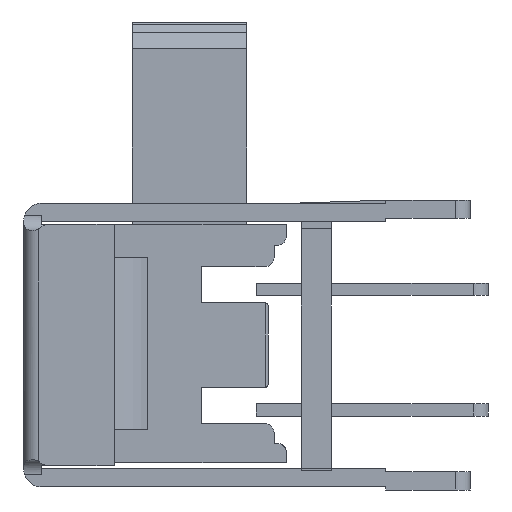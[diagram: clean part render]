
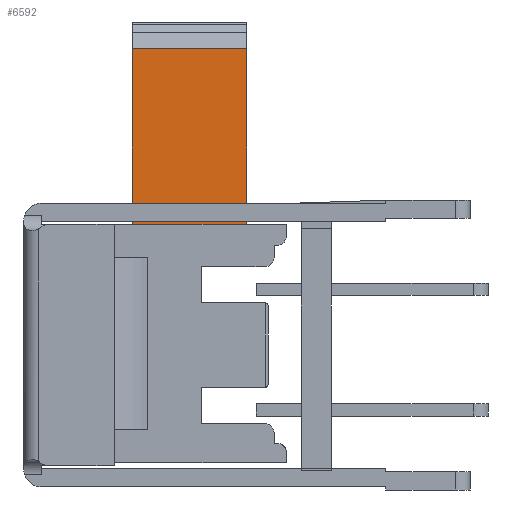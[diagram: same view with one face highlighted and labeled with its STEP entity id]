
A CAD part, left-side view. The second image highlights one B-rep face of the part: STEP entity #6592.
In plain terms, the highlighted planar face has unit normal (-1, 0, 0).
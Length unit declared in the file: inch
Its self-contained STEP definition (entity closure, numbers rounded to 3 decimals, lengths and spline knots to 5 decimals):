
#512 = CARTESIAN_POINT ( 'NONE',  ( -0.30694, 0.25784, 18.77947 ) ) ;
#1991 = PLANE ( 'NONE',  #9058 ) ;
#2065 = CARTESIAN_POINT ( 'NONE',  ( -0.30694, 0.40745, 1.37671 ) ) ;
#2330 = ORIENTED_EDGE ( 'NONE', *, *, #7343, .T. ) ;
#2547 = DIRECTION ( 'NONE',  ( 0., -1., 0. ) ) ;
#2609 = ORIENTED_EDGE ( 'NONE', *, *, #5223, .F. ) ;
#2620 = VERTEX_POINT ( 'NONE', #4150 ) ;
#2652 = LINE ( 'NONE', #4308, #8865 ) ;
#2708 = DIRECTION ( 'NONE',  ( 1., 0., 0. ) ) ;
#3384 = EDGE_CURVE ( 'NONE', #10398, #4619, #7564, .T. ) ;
#3542 = FACE_OUTER_BOUND ( 'NONE', #7021, .T. ) ;
#3747 = CARTESIAN_POINT ( 'NONE',  ( -0.30694, 0.52556, 1.14764 ) ) ;
#4150 = CARTESIAN_POINT ( 'NONE',  ( -0.30694, 0.25784, 1.37671 ) ) ;
#4308 = CARTESIAN_POINT ( 'NONE',  ( -0.30694, 0.52556, 1.37671 ) ) ;
#4619 = VERTEX_POINT ( 'NONE', #8755 ) ;
#4675 = EDGE_CURVE ( 'NONE', #6422, #2620, #7328, .T. ) ;
#4873 = DIRECTION ( 'NONE',  ( 0., 0., 1. ) ) ;
#5223 = EDGE_CURVE ( 'NONE', #4619, #2620, #2652, .T. ) ;
#6019 = VECTOR ( 'NONE', #7819, 39.37008 ) ;
#6110 = CARTESIAN_POINT ( 'NONE',  ( -0.30694, 0.52556, 1.37671 ) ) ;
#6151 = DIRECTION ( 'NONE',  ( 0., -1., 0. ) ) ;
#6160 = DIRECTION ( 'NONE',  ( 0., 0., -1. ) ) ;
#6422 = VERTEX_POINT ( 'NONE', #9136 ) ;
#6592 = ADVANCED_FACE ( 'NONE', ( #3542 ), #1991, .F. ) ;
#7021 = EDGE_LOOP ( 'NONE', ( #7788, #2609, #9132, #2330 ) ) ;
#7328 = LINE ( 'NONE', #512, #8339 ) ;
#7343 = EDGE_CURVE ( 'NONE', #10398, #6422, #8722, .T. ) ;
#7564 = LINE ( 'NONE', #2065, #6019 ) ;
#7788 = ORIENTED_EDGE ( 'NONE', *, *, #4675, .T. ) ;
#7819 = DIRECTION ( 'NONE',  ( 0., 0., 1. ) ) ;
#8339 = VECTOR ( 'NONE', #4873, 39.37008 ) ;
#8722 = LINE ( 'NONE', #3747, #10441 ) ;
#8755 = CARTESIAN_POINT ( 'NONE',  ( -0.30694, 0.40745, 1.37671 ) ) ;
#8865 = VECTOR ( 'NONE', #2547, 39.37008 ) ;
#9058 = AXIS2_PLACEMENT_3D ( 'NONE', #6110, #2708, #6160 ) ;
#9105 = CARTESIAN_POINT ( 'NONE',  ( -0.30694, 0.40745, 1.14764 ) ) ;
#9132 = ORIENTED_EDGE ( 'NONE', *, *, #3384, .F. ) ;
#9136 = CARTESIAN_POINT ( 'NONE',  ( -0.30694, 0.25784, 1.14764 ) ) ;
#10398 = VERTEX_POINT ( 'NONE', #9105 ) ;
#10441 = VECTOR ( 'NONE', #6151, 39.37008 ) ;
